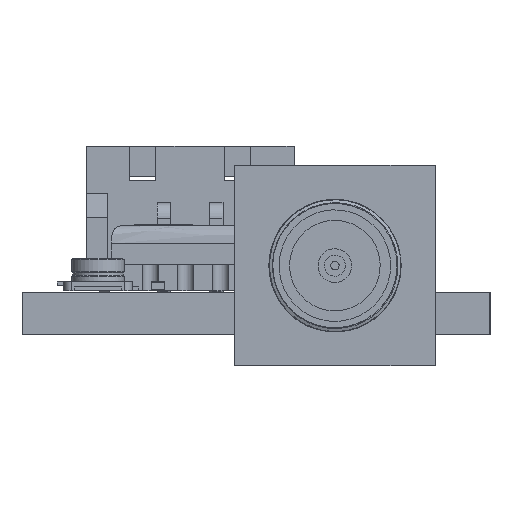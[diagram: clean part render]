
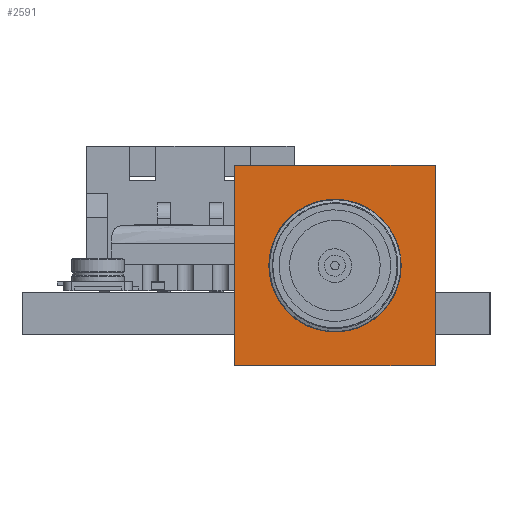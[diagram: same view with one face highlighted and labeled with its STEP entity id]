
A CAD part, left-side view. The second image highlights one B-rep face of the part: STEP entity #2591.
In plain terms, the highlighted free-form (B-spline) face has degree [1, 1] with [2, 2] control points.
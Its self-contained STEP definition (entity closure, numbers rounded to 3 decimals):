
#2558 = EDGE_CURVE('',#2559,#2559,#2561,.T.);
#2559 = VERTEX_POINT('',#2560);
#2560 = CARTESIAN_POINT('',(-5.248,-2.4,0.96));
#2561 = ( BOUNDED_CURVE() B_SPLINE_CURVE(2,(#2562,#2563,#2564,#2565,
#2566,#2567,#2568),.UNSPECIFIED.,.T.,.F.) B_SPLINE_CURVE_WITH_KNOTS((1,2
    ,2,2,2,1),(-2.094,0.,2.094,4.189,
6.283,8.378),.UNSPECIFIED.) CURVE() 
GEOMETRIC_REPRESENTATION_ITEM() RATIONAL_B_SPLINE_CURVE((1.,0.5,1.,0.5,
1.,0.5,1.)) REPRESENTATION_ITEM('') );
#2562 = CARTESIAN_POINT('',(-5.248,-2.4,0.96));
#2563 = CARTESIAN_POINT('',(-5.248,-2.4,5.117));
#2564 = CARTESIAN_POINT('',(-5.248,1.2,3.038));
#2565 = CARTESIAN_POINT('',(-5.248,4.8,0.96));
#2566 = CARTESIAN_POINT('',(-5.248,1.2,-1.118));
#2567 = CARTESIAN_POINT('',(-5.248,-2.4,-3.197));
#2568 = CARTESIAN_POINT('',(-5.248,-2.4,0.96));
#2591 = ADVANCED_FACE('',(#2592,#2622),#2625,.T.);
#2592 = FACE_BOUND('',#2593,.T.);
#2593 = EDGE_LOOP('',(#2594,#2603,#2610,#2617));
#2594 = ORIENTED_EDGE('',*,*,#2595,.T.);
#2595 = EDGE_CURVE('',#2596,#2598,#2600,.T.);
#2596 = VERTEX_POINT('',#2597);
#2597 = CARTESIAN_POINT('',(-5.248,3.808,-2.848));
#2598 = VERTEX_POINT('',#2599);
#2599 = CARTESIAN_POINT('',(-5.248,-3.808,-2.848));
#2600 = B_SPLINE_CURVE_WITH_KNOTS('',1,(#2601,#2602),.UNSPECIFIED.,.F.,
  .F.,(2,2),(0.,9.52),.PIECEWISE_BEZIER_KNOTS.);
#2601 = CARTESIAN_POINT('',(-5.248,3.808,-2.848));
#2602 = CARTESIAN_POINT('',(-5.248,-3.808,-2.848));
#2603 = ORIENTED_EDGE('',*,*,#2604,.T.);
#2604 = EDGE_CURVE('',#2598,#2605,#2607,.T.);
#2605 = VERTEX_POINT('',#2606);
#2606 = CARTESIAN_POINT('',(-5.248,-3.808,4.768));
#2607 = B_SPLINE_CURVE_WITH_KNOTS('',1,(#2608,#2609),.UNSPECIFIED.,.F.,
  .F.,(2,2),(0.,9.52),.PIECEWISE_BEZIER_KNOTS.);
#2608 = CARTESIAN_POINT('',(-5.248,-3.808,-2.848));
#2609 = CARTESIAN_POINT('',(-5.248,-3.808,4.768));
#2610 = ORIENTED_EDGE('',*,*,#2611,.T.);
#2611 = EDGE_CURVE('',#2605,#2612,#2614,.T.);
#2612 = VERTEX_POINT('',#2613);
#2613 = CARTESIAN_POINT('',(-5.248,3.808,4.768));
#2614 = B_SPLINE_CURVE_WITH_KNOTS('',1,(#2615,#2616),.UNSPECIFIED.,.F.,
  .F.,(2,2),(0.,9.52),.PIECEWISE_BEZIER_KNOTS.);
#2615 = CARTESIAN_POINT('',(-5.248,-3.808,4.768));
#2616 = CARTESIAN_POINT('',(-5.248,3.808,4.768));
#2617 = ORIENTED_EDGE('',*,*,#2618,.T.);
#2618 = EDGE_CURVE('',#2612,#2596,#2619,.T.);
#2619 = B_SPLINE_CURVE_WITH_KNOTS('',1,(#2620,#2621),.UNSPECIFIED.,.F.,
  .F.,(2,2),(0.,9.52),.PIECEWISE_BEZIER_KNOTS.);
#2620 = CARTESIAN_POINT('',(-5.248,3.808,4.768));
#2621 = CARTESIAN_POINT('',(-5.248,3.808,-2.848));
#2622 = FACE_BOUND('',#2623,.T.);
#2623 = EDGE_LOOP('',(#2624));
#2624 = ORIENTED_EDGE('',*,*,#2558,.F.);
#2625 = B_SPLINE_SURFACE_WITH_KNOTS('',1,1,(
    (#2626,#2627)
    ,(#2628,#2629
    )),.UNSPECIFIED.,.F.,.F.,.F.,(2,2),(2,2),(-4.76,4.76),(-4.76,4.76),
  .PIECEWISE_BEZIER_KNOTS.);
#2626 = CARTESIAN_POINT('',(-5.248,3.808,-2.848));
#2627 = CARTESIAN_POINT('',(-5.248,3.808,4.768));
#2628 = CARTESIAN_POINT('',(-5.248,-3.808,-2.848));
#2629 = CARTESIAN_POINT('',(-5.248,-3.808,4.768));
